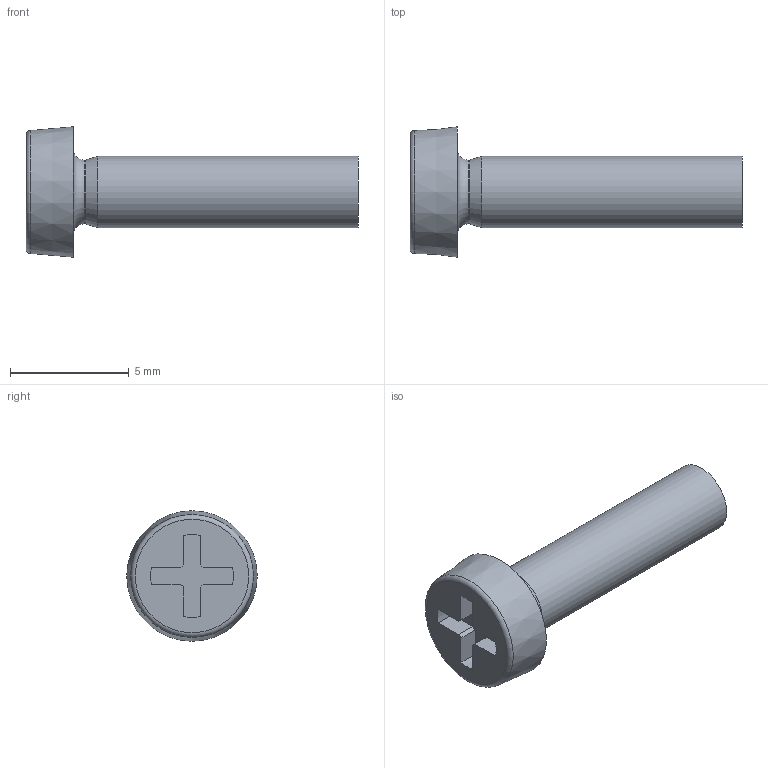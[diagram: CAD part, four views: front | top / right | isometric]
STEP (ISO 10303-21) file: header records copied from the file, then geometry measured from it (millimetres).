
FILE_DESCRIPTION(/* description */ ('STEP AP214'),/* implementation_level */ '2;1');
FILE_NAME(/* name */ 'BN 381 1152440 cross recessed cheese head machine screw M3x12',/* time_stamp */ '2022-11-17T21:22:49+01:00',/* author */ ('License CC BY-ND 4.0'),/* organization */ ('CADENAS'),/* preprocessor_version */ 'ST-DEVELOPER v18.102',/* originating_system */ 'PARTsolutions',/* authorisation */ ' ');
FILE_SCHEMA (('AUTOMOTIVE_DESIGN {1 0 10303 214 3 1 1}'));
Length unit declared in the file: millimetre
Products named in the file (1): BN 381 1152440 cross recessed cheese head machine screw M3x12
Bounding box: 14 x 5.5 x 5.5 mm (x, y, z)
Volume: 124.8 mm3; surface area: 201 mm2
Topology: 1 solids, 1 shells, 26 faces, 63 edges, 41 vertices
Faces by surface type: plane 16, cylinder 6, cone 2, torus 2
Full cylindrical faces by diameter (mm): 2.693 x1, 3 x1
Entity records: 750 total; most frequent: DIRECTION 126, CARTESIAN_POINT 123, ORIENTED_EDGE 112, EDGE_CURVE 56, AXIS2_PLACEMENT_3D 43, LINE 40, VECTOR 40, VERTEX_POINT 40
